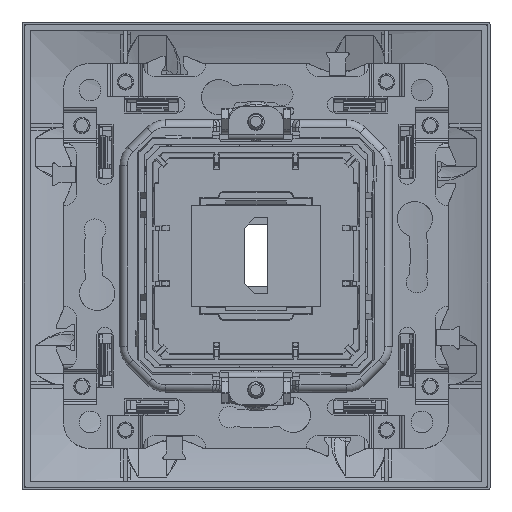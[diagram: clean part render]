
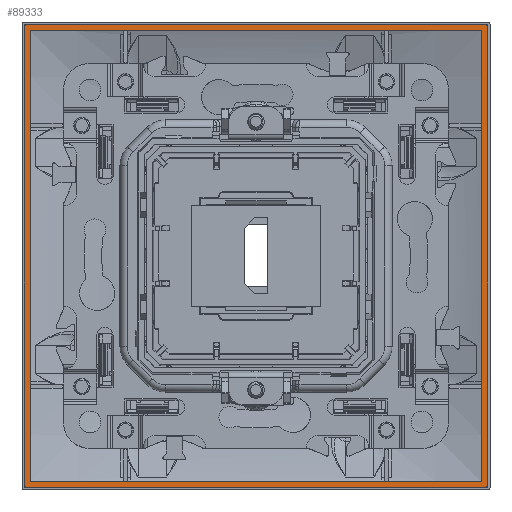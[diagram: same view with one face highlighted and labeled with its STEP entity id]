
A CAD part, top view. The second image highlights one B-rep face of the part: STEP entity #89333.
In plain terms, the highlighted planar face has unit normal (0, 0, 1).
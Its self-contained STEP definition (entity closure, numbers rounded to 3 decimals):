
#366 = VECTOR ( 'NONE', #68739, 1000. ) ;
#2953 = CARTESIAN_POINT ( 'NONE',  ( 41.973, 1553.165, 5.687 ) ) ;
#4132 = FACE_OUTER_BOUND ( 'NONE', #138214, .T. ) ;
#4656 = EDGE_CURVE ( 'NONE', #65587, #100042, #67023, .T. ) ;
#5179 = VERTEX_POINT ( 'NONE', #113666 ) ;
#5195 = CARTESIAN_POINT ( 'NONE',  ( 41.85, 1553.26, 5.687 ) ) ;
#5441 = VERTEX_POINT ( 'NONE', #146610 ) ;
#7370 = VECTOR ( 'NONE', #90024, 1000. ) ;
#7535 = DIRECTION ( 'NONE',  ( 0., 1., 0. ) ) ;
#7999 = CARTESIAN_POINT ( 'NONE',  ( -42.9, 1553.237, 5.687 ) ) ;
#15401 = FACE_BOUND ( 'NONE', #108604, .T. ) ;
#17059 = VECTOR ( 'NONE', #73653, 1000. ) ;
#20857 = EDGE_CURVE ( 'NONE', #5179, #97123, #111184, .T. ) ;
#21702 = LINE ( 'NONE', #144952, #56319 ) ;
#22364 = CARTESIAN_POINT ( 'NONE',  ( 41.849, 1468.27, 5.687 ) ) ;
#23944 = CARTESIAN_POINT ( 'NONE',  ( -42.995, 1553.06, 5.687 ) ) ;
#26523 = B_SPLINE_CURVE_WITH_KNOTS ( 'NONE', 3,
 ( #119425, #62286, #2953, #48728, #5195, #134686 ),
 .UNSPECIFIED., .F., .F.,
 ( 4, 2, 4 ),
 ( 0., 0.5, 1. ),
 .UNSPECIFIED. ) ;
#27806 = CARTESIAN_POINT ( 'NONE',  ( 41.995, 1468.469, 5.687 ) ) ;
#28908 = CARTESIAN_POINT ( 'NONE',  ( 41.995, 1553.06, 5.687 ) ) ;
#30070 = CARTESIAN_POINT ( 'NONE',  ( 41.795, 1553.26, 5.687 ) ) ;
#31027 = VERTEX_POINT ( 'NONE', #110306 ) ;
#31264 = CARTESIAN_POINT ( 'NONE',  ( -42.995, 1553.115, 5.687 ) ) ;
#32252 = EDGE_CURVE ( 'NONE', #97123, #5441, #35663, .T. ) ;
#35663 = LINE ( 'NONE', #81498, #366 ) ;
#36502 = EDGE_CURVE ( 'NONE', #5441, #31027, #21702, .T. ) ;
#37914 = VECTOR ( 'NONE', #73670, 1000. ) ;
#38317 = CARTESIAN_POINT ( 'NONE',  ( -42.795, 1468.27, 5.687 ) ) ;
#39167 = EDGE_CURVE ( 'NONE', #137185, #147667, #112160, .T. ) ;
#41057 = CARTESIAN_POINT ( 'NONE',  ( -42.973, 1553.166, 5.687 ) ) ;
#41270 = ORIENTED_EDGE ( 'NONE', *, *, #141439, .T. ) ;
#42264 = ORIENTED_EDGE ( 'NONE', *, *, #106559, .T. ) ;
#44777 = ORIENTED_EDGE ( 'NONE', *, *, #93368, .T. ) ;
#46353 = CARTESIAN_POINT ( 'NONE',  ( 41.973, 1468.364, 5.687 ) ) ;
#48728 = CARTESIAN_POINT ( 'NONE',  ( 41.901, 1553.238, 5.687 ) ) ;
#48930 = ORIENTED_EDGE ( 'NONE', *, *, #36502, .F. ) ;
#49043 = VERTEX_POINT ( 'NONE', #79097 ) ;
#49899 = DIRECTION ( 'NONE',  ( 0., 0., -1. ) ) ;
#50816 = CARTESIAN_POINT ( 'NONE',  ( -42.901, 1468.292, 5.687 ) ) ;
#51066 = VECTOR ( 'NONE', #135465, 1000. ) ;
#52040 = CARTESIAN_POINT ( 'NONE',  ( -42.795, 1468.27, 5.687 ) ) ;
#53018 = CARTESIAN_POINT ( 'NONE',  ( -42.795, 1468.27, 5.687 ) ) ;
#56319 = VECTOR ( 'NONE', #87086, 1000. ) ;
#62286 = CARTESIAN_POINT ( 'NONE',  ( 41.995, 1553.114, 5.687 ) ) ;
#63076 = CARTESIAN_POINT ( 'NONE',  ( -42.795, 1553.26, 5.687 ) ) ;
#63417 = PLANE ( 'NONE',  #132535 ) ;
#63614 = EDGE_CURVE ( 'NONE', #49043, #101585, #141303, .T. ) ;
#64012 = ORIENTED_EDGE ( 'NONE', *, *, #20857, .F. ) ;
#65587 = VERTEX_POINT ( 'NONE', #102697 ) ;
#67023 = B_SPLINE_CURVE_WITH_KNOTS ( 'NONE', 3,
 ( #109422, #132735, #87592, #50816, #74888, #53018 ),
 .UNSPECIFIED., .F., .F.,
 ( 4, 2, 4 ),
 ( 0., 0.5, 1. ),
 .UNSPECIFIED. ) ;
#68159 = VECTOR ( 'NONE', #7535, 1000. ) ;
#68739 = DIRECTION ( 'NONE',  ( -1., 0., 0. ) ) ;
#68757 = ORIENTED_EDGE ( 'NONE', *, *, #32252, .F. ) ;
#69421 = EDGE_CURVE ( 'NONE', #147667, #132484, #76256, .T. ) ;
#70995 = LINE ( 'NONE', #81523, #92459 ) ;
#73653 = DIRECTION ( 'NONE',  ( 0., 1., 0. ) ) ;
#73670 = DIRECTION ( 'NONE',  ( 1., 0., 0. ) ) ;
#74010 = CARTESIAN_POINT ( 'NONE',  ( -0.5, 1510.765, 5.687 ) ) ;
#74888 = CARTESIAN_POINT ( 'NONE',  ( -42.85, 1468.27, 5.687 ) ) ;
#74981 = ORIENTED_EDGE ( 'NONE', *, *, #143017, .F. ) ;
#76256 = B_SPLINE_CURVE_WITH_KNOTS ( 'NONE', 3,
 ( #146975, #134244, #7999, #41057, #31264, #122961 ),
 .UNSPECIFIED., .F., .F.,
 ( 4, 2, 4 ),
 ( 0., 0.5, 1. ),
 .UNSPECIFIED. ) ;
#79097 = CARTESIAN_POINT ( 'NONE',  ( 41.795, 1468.27, 5.687 ) ) ;
#80733 = ORIENTED_EDGE ( 'NONE', *, *, #116351, .T. ) ;
#81498 = CARTESIAN_POINT ( 'NONE',  ( 41., 1552.265, 5.687 ) ) ;
#81523 = CARTESIAN_POINT ( 'NONE',  ( -42.995, 1553.06, 5.687 ) ) ;
#85996 = DIRECTION ( 'NONE',  ( 0., -1., 0. ) ) ;
#87086 = DIRECTION ( 'NONE',  ( 0., -1., 0. ) ) ;
#87592 = CARTESIAN_POINT ( 'NONE',  ( -42.973, 1468.364, 5.687 ) ) ;
#89333 = ADVANCED_FACE ( 'NONE', ( #4132, #15401 ), #63417, .F. ) ;
#90024 = DIRECTION ( 'NONE',  ( 1., 0., 0. ) ) ;
#91491 = LINE ( 'NONE', #102767, #7370 ) ;
#92186 = CARTESIAN_POINT ( 'NONE',  ( 41.995, 1468.414, 5.687 ) ) ;
#92459 = VECTOR ( 'NONE', #127387, 1000. ) ;
#92944 = CARTESIAN_POINT ( 'NONE',  ( 41.9, 1468.292, 5.687 ) ) ;
#93368 = EDGE_CURVE ( 'NONE', #132484, #65587, #70995, .T. ) ;
#93918 = LINE ( 'NONE', #38317, #37914 ) ;
#97123 = VERTEX_POINT ( 'NONE', #115826 ) ;
#100042 = VERTEX_POINT ( 'NONE', #52040 ) ;
#100866 = CARTESIAN_POINT ( 'NONE',  ( 41.795, 1553.26, 5.687 ) ) ;
#101585 = VERTEX_POINT ( 'NONE', #133625 ) ;
#102697 = CARTESIAN_POINT ( 'NONE',  ( -42.995, 1468.469, 5.687 ) ) ;
#102767 = CARTESIAN_POINT ( 'NONE',  ( -42., 1469.265, 5.687 ) ) ;
#105996 = ORIENTED_EDGE ( 'NONE', *, *, #63614, .T. ) ;
#106559 = EDGE_CURVE ( 'NONE', #117994, #137185, #26523, .T. ) ;
#108604 = EDGE_LOOP ( 'NONE', ( #48930, #68757, #64012, #74981 ) ) ;
#109422 = CARTESIAN_POINT ( 'NONE',  ( -42.995, 1468.469, 5.687 ) ) ;
#110306 = CARTESIAN_POINT ( 'NONE',  ( -42., 1469.265, 5.687 ) ) ;
#111184 = LINE ( 'NONE', #111944, #68159 ) ;
#111944 = CARTESIAN_POINT ( 'NONE',  ( 41., 1469.265, 5.687 ) ) ;
#112160 = LINE ( 'NONE', #100866, #51066 ) ;
#113666 = CARTESIAN_POINT ( 'NONE',  ( 41., 1469.265, 5.687 ) ) ;
#115826 = CARTESIAN_POINT ( 'NONE',  ( 41., 1552.265, 5.687 ) ) ;
#116351 = EDGE_CURVE ( 'NONE', #100042, #49043, #93918, .T. ) ;
#117994 = VERTEX_POINT ( 'NONE', #28908 ) ;
#119425 = CARTESIAN_POINT ( 'NONE',  ( 41.995, 1553.06, 5.687 ) ) ;
#122961 = CARTESIAN_POINT ( 'NONE',  ( -42.995, 1553.06, 5.687 ) ) ;
#124306 = ORIENTED_EDGE ( 'NONE', *, *, #4656, .T. ) ;
#126059 = CARTESIAN_POINT ( 'NONE',  ( 41.795, 1468.27, 5.687 ) ) ;
#127387 = DIRECTION ( 'NONE',  ( 0., -1., 0. ) ) ;
#130763 = LINE ( 'NONE', #27806, #17059 ) ;
#132484 = VERTEX_POINT ( 'NONE', #23944 ) ;
#132535 = AXIS2_PLACEMENT_3D ( 'NONE', #74010, #49899, #85996 ) ;
#132735 = CARTESIAN_POINT ( 'NONE',  ( -42.995, 1468.416, 5.687 ) ) ;
#133625 = CARTESIAN_POINT ( 'NONE',  ( 41.995, 1468.469, 5.687 ) ) ;
#134244 = CARTESIAN_POINT ( 'NONE',  ( -42.849, 1553.26, 5.687 ) ) ;
#134686 = CARTESIAN_POINT ( 'NONE',  ( 41.795, 1553.26, 5.687 ) ) ;
#135465 = DIRECTION ( 'NONE',  ( -1., 0., 0. ) ) ;
#137185 = VERTEX_POINT ( 'NONE', #30070 ) ;
#138066 = CARTESIAN_POINT ( 'NONE',  ( 41.995, 1468.469, 5.687 ) ) ;
#138214 = EDGE_LOOP ( 'NONE', ( #41270, #42264, #143716, #148575, #44777, #124306, #80733, #105996 ) ) ;
#141303 = B_SPLINE_CURVE_WITH_KNOTS ( 'NONE', 3,
 ( #126059, #22364, #92944, #46353, #92186, #138066 ),
 .UNSPECIFIED., .F., .F.,
 ( 4, 2, 4 ),
 ( 0., 0.5, 1. ),
 .UNSPECIFIED. ) ;
#141439 = EDGE_CURVE ( 'NONE', #101585, #117994, #130763, .T. ) ;
#143017 = EDGE_CURVE ( 'NONE', #31027, #5179, #91491, .T. ) ;
#143716 = ORIENTED_EDGE ( 'NONE', *, *, #39167, .T. ) ;
#144952 = CARTESIAN_POINT ( 'NONE',  ( -42., 1552.265, 5.687 ) ) ;
#146610 = CARTESIAN_POINT ( 'NONE',  ( -42., 1552.265, 5.687 ) ) ;
#146975 = CARTESIAN_POINT ( 'NONE',  ( -42.795, 1553.26, 5.687 ) ) ;
#147667 = VERTEX_POINT ( 'NONE', #63076 ) ;
#148575 = ORIENTED_EDGE ( 'NONE', *, *, #69421, .T. ) ;
